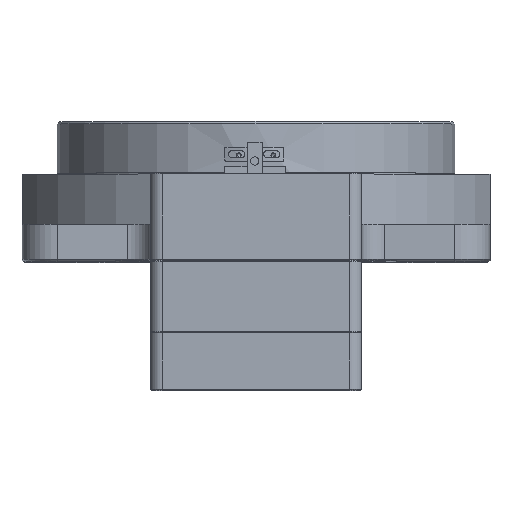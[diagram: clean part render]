
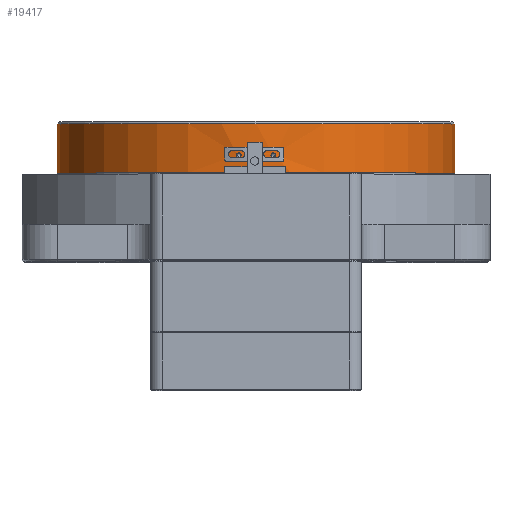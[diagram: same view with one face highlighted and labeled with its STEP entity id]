
A CAD part, top view. The second image highlights one B-rep face of the part: STEP entity #19417.
In plain terms, the highlighted cylindrical face has radius 85 mm (diameter 170 mm), a full revolution.
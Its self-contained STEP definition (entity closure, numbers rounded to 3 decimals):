
#969 = CIRCLE ( 'NONE', #5121, 85. ) ;
#3732 = CARTESIAN_POINT ( 'NONE',  ( -6.387, 45.5, 84.76 ) ) ;
#3742 = VERTEX_POINT ( 'NONE', #3732 ) ;
#4044 = EDGE_CURVE ( 'NONE', #7256, #7256, #969, .T. ) ;
#4186 = B_SPLINE_CURVE_WITH_KNOTS ( 'NONE', 3,
 ( #20136, #20130, #20096, #20084, #20065, #20058, #20029, #19985, #19960, #19947, #19928, #19889, #19876, #19840, #19804, #19793, #19777, #19770, #19740, #19677, #19671, #19635, #19629, #19594, #19580, #19549, #19503, #19450, #19445, #19433, #19402, #19369 ),
 .UNSPECIFIED., .T., .F.,
 ( 4, 2, 2, 2, 2, 2, 2, 2, 2, 2, 2, 2, 2, 2, 2, 4 ),
 ( 0., 0., 0.001, 0.001, 0.002, 0.002, 0.002, 0.003, 0.003, 0.004, 0.004, 0.004, 0.005, 0.005, 0.006, 0.006 ),
 .UNSPECIFIED. ) ;
#4627 = CARTESIAN_POINT ( 'NONE',  ( 8.429, 45.5, 84.581 ) ) ;
#4661 = VERTEX_POINT ( 'NONE', #4627 ) ;
#5121 = AXIS2_PLACEMENT_3D ( 'NONE', #26814, #26770, #26754 ) ;
#7228 = CARTESIAN_POINT ( 'NONE',  ( 85., 38., 0. ) ) ;
#7256 = VERTEX_POINT ( 'NONE', #7228 ) ;
#7887 = EDGE_LOOP ( 'NONE', ( #22512 ) ) ;
#8519 = DIRECTION ( 'NONE',  ( -1., 0., 0. ) ) ;
#8525 = DIRECTION ( 'NONE',  ( 0., 1., 0. ) ) ;
#8552 = CARTESIAN_POINT ( 'NONE',  ( 0., 26., 0. ) ) ;
#8559 = CYLINDRICAL_SURFACE ( 'NONE', #26968, 85. ) ;
#8585 = FACE_OUTER_BOUND ( 'NONE', #7887, .T. ) ;
#8594 = FACE_BOUND ( 'NONE', #12303, .T. ) ;
#8620 = FACE_BOUND ( 'NONE', #13637, .T. ) ;
#8643 = FACE_OUTER_BOUND ( 'NONE', #27361, .T. ) ;
#8677 = EDGE_CURVE ( 'NONE', #4661, #4661, #14692, .T. ) ;
#10783 = EDGE_CURVE ( 'NONE', #3742, #3742, #4186, .T. ) ;
#12303 = EDGE_LOOP ( 'NONE', ( #22479 ) ) ;
#13502 = CIRCLE ( 'NONE', #30529, 85. ) ;
#13637 = EDGE_LOOP ( 'NONE', ( #22818 ) ) ;
#14692 = B_SPLINE_CURVE_WITH_KNOTS ( 'NONE', 3,
 ( #21009, #21002, #20978, #20976, #20971, #20936, #20885, #20859, #20853, #20821, #20789, #20753, #20736, #20709, #20703, #20680, #20672, #20646, #20620, #20608, #20602, #20579, #20572, #20544, #20476, #20436, #20398, #20367, #20327, #20307, #20282, #20250 ),
 .UNSPECIFIED., .T., .F.,
 ( 4, 2, 2, 2, 2, 2, 2, 2, 2, 2, 2, 2, 2, 2, 2, 4 ),
 ( 0., 0., 0.001, 0.001, 0.002, 0.002, 0.002, 0.003, 0.003, 0.004, 0.004, 0.004, 0.005, 0.005, 0.006, 0.006 ),
 .UNSPECIFIED. ) ;
#19369 = CARTESIAN_POINT ( 'NONE',  ( -6.387, 45.5, 84.76 ) ) ;
#19402 = CARTESIAN_POINT ( 'NONE',  ( -6.387, 45.229, 84.76 ) ) ;
#19417 = ADVANCED_FACE ( 'NONE', ( #8643, #8620, #8594, #8585 ), #8559, .T. ) ;
#19433 = CARTESIAN_POINT ( 'NONE',  ( -6.498, 44.964, 84.751 ) ) ;
#19445 = CARTESIAN_POINT ( 'NONE',  ( -6.781, 44.68, 84.729 ) ) ;
#19450 = CARTESIAN_POINT ( 'NONE',  ( -6.894, 44.604, 84.72 ) ) ;
#19503 = CARTESIAN_POINT ( 'NONE',  ( -7.142, 44.501, 84.7 ) ) ;
#19549 = CARTESIAN_POINT ( 'NONE',  ( -7.275, 44.475, 84.688 ) ) ;
#19580 = CARTESIAN_POINT ( 'NONE',  ( -7.544, 44.475, 84.665 ) ) ;
#19594 = CARTESIAN_POINT ( 'NONE',  ( -7.677, 44.502, 84.653 ) ) ;
#19629 = CARTESIAN_POINT ( 'NONE',  ( -7.923, 44.605, 84.63 ) ) ;
#19635 = CARTESIAN_POINT ( 'NONE',  ( -8.037, 44.681, 84.619 ) ) ;
#19671 = CARTESIAN_POINT ( 'NONE',  ( -8.225, 44.871, 84.601 ) ) ;
#19677 = CARTESIAN_POINT ( 'NONE',  ( -8.301, 44.985, 84.594 ) ) ;
#19740 = CARTESIAN_POINT ( 'NONE',  ( -8.402, 45.232, 84.584 ) ) ;
#19770 = CARTESIAN_POINT ( 'NONE',  ( -8.429, 45.367, 84.581 ) ) ;
#19777 = CARTESIAN_POINT ( 'NONE',  ( -8.429, 45.634, 84.581 ) ) ;
#19793 = CARTESIAN_POINT ( 'NONE',  ( -8.402, 45.768, 84.584 ) ) ;
#19804 = CARTESIAN_POINT ( 'NONE',  ( -8.3, 46.017, 84.594 ) ) ;
#19840 = CARTESIAN_POINT ( 'NONE',  ( -8.225, 46.13, 84.601 ) ) ;
#19876 = CARTESIAN_POINT ( 'NONE',  ( -8.034, 46.321, 84.619 ) ) ;
#19889 = CARTESIAN_POINT ( 'NONE',  ( -7.922, 46.396, 84.63 ) ) ;
#19928 = CARTESIAN_POINT ( 'NONE',  ( -7.675, 46.499, 84.653 ) ) ;
#19947 = CARTESIAN_POINT ( 'NONE',  ( -7.541, 46.525, 84.665 ) ) ;
#19960 = CARTESIAN_POINT ( 'NONE',  ( -7.275, 46.525, 84.688 ) ) ;
#19985 = CARTESIAN_POINT ( 'NONE',  ( -7.14, 46.498, 84.7 ) ) ;
#20029 = CARTESIAN_POINT ( 'NONE',  ( -6.894, 46.396, 84.72 ) ) ;
#20058 = CARTESIAN_POINT ( 'NONE',  ( -6.78, 46.319, 84.729 ) ) ;
#20065 = CARTESIAN_POINT ( 'NONE',  ( -6.592, 46.13, 84.744 ) ) ;
#20084 = CARTESIAN_POINT ( 'NONE',  ( -6.516, 46.017, 84.75 ) ) ;
#20096 = CARTESIAN_POINT ( 'NONE',  ( -6.413, 45.768, 84.758 ) ) ;
#20130 = CARTESIAN_POINT ( 'NONE',  ( -6.387, 45.635, 84.76 ) ) ;
#20136 = CARTESIAN_POINT ( 'NONE',  ( -6.387, 45.5, 84.76 ) ) ;
#20250 = CARTESIAN_POINT ( 'NONE',  ( 8.429, 45.5, 84.581 ) ) ;
#20282 = CARTESIAN_POINT ( 'NONE',  ( 8.429, 45.229, 84.581 ) ) ;
#20307 = CARTESIAN_POINT ( 'NONE',  ( 8.318, 44.964, 84.592 ) ) ;
#20327 = CARTESIAN_POINT ( 'NONE',  ( 8.035, 44.68, 84.619 ) ) ;
#20367 = CARTESIAN_POINT ( 'NONE',  ( 7.922, 44.604, 84.63 ) ) ;
#20398 = CARTESIAN_POINT ( 'NONE',  ( 7.674, 44.501, 84.653 ) ) ;
#20436 = CARTESIAN_POINT ( 'NONE',  ( 7.542, 44.475, 84.665 ) ) ;
#20476 = CARTESIAN_POINT ( 'NONE',  ( 7.273, 44.475, 84.688 ) ) ;
#20544 = CARTESIAN_POINT ( 'NONE',  ( 7.14, 44.502, 84.7 ) ) ;
#20572 = CARTESIAN_POINT ( 'NONE',  ( 6.893, 44.605, 84.72 ) ) ;
#20579 = CARTESIAN_POINT ( 'NONE',  ( 6.779, 44.681, 84.729 ) ) ;
#20602 = CARTESIAN_POINT ( 'NONE',  ( 6.591, 44.871, 84.744 ) ) ;
#20608 = CARTESIAN_POINT ( 'NONE',  ( 6.515, 44.985, 84.75 ) ) ;
#20620 = CARTESIAN_POINT ( 'NONE',  ( 6.413, 45.232, 84.758 ) ) ;
#20646 = CARTESIAN_POINT ( 'NONE',  ( 6.387, 45.367, 84.76 ) ) ;
#20672 = CARTESIAN_POINT ( 'NONE',  ( 6.387, 45.634, 84.76 ) ) ;
#20680 = CARTESIAN_POINT ( 'NONE',  ( 6.413, 45.768, 84.758 ) ) ;
#20703 = CARTESIAN_POINT ( 'NONE',  ( 6.516, 46.017, 84.75 ) ) ;
#20709 = CARTESIAN_POINT ( 'NONE',  ( 6.591, 46.13, 84.744 ) ) ;
#20736 = CARTESIAN_POINT ( 'NONE',  ( 6.782, 46.321, 84.729 ) ) ;
#20753 = CARTESIAN_POINT ( 'NONE',  ( 6.894, 46.396, 84.72 ) ) ;
#20789 = CARTESIAN_POINT ( 'NONE',  ( 7.142, 46.499, 84.7 ) ) ;
#20821 = CARTESIAN_POINT ( 'NONE',  ( 7.276, 46.525, 84.688 ) ) ;
#20853 = CARTESIAN_POINT ( 'NONE',  ( 7.542, 46.525, 84.665 ) ) ;
#20859 = CARTESIAN_POINT ( 'NONE',  ( 7.676, 46.498, 84.653 ) ) ;
#20885 = CARTESIAN_POINT ( 'NONE',  ( 7.922, 46.396, 84.63 ) ) ;
#20936 = CARTESIAN_POINT ( 'NONE',  ( 8.036, 46.319, 84.619 ) ) ;
#20971 = CARTESIAN_POINT ( 'NONE',  ( 8.224, 46.13, 84.601 ) ) ;
#20976 = CARTESIAN_POINT ( 'NONE',  ( 8.3, 46.017, 84.594 ) ) ;
#20978 = CARTESIAN_POINT ( 'NONE',  ( 8.402, 45.768, 84.584 ) ) ;
#21002 = CARTESIAN_POINT ( 'NONE',  ( 8.429, 45.635, 84.581 ) ) ;
#21009 = CARTESIAN_POINT ( 'NONE',  ( 8.429, 45.5, 84.581 ) ) ;
#22479 = ORIENTED_EDGE ( 'NONE', *, *, #8677, .F. ) ;
#22512 = ORIENTED_EDGE ( 'NONE', *, *, #4044, .T. ) ;
#22618 = EDGE_CURVE ( 'NONE', #28671, #28671, #13502, .T. ) ;
#22788 = ORIENTED_EDGE ( 'NONE', *, *, #22618, .T. ) ;
#22818 = ORIENTED_EDGE ( 'NONE', *, *, #10783, .F. ) ;
#26754 = DIRECTION ( 'NONE',  ( 1., 0., 0. ) ) ;
#26770 = DIRECTION ( 'NONE',  ( 0., 1., 0. ) ) ;
#26814 = CARTESIAN_POINT ( 'NONE',  ( 0., 38., 0. ) ) ;
#26968 = AXIS2_PLACEMENT_3D ( 'NONE', #8552, #8525, #8519 ) ;
#27361 = EDGE_LOOP ( 'NONE', ( #22788 ) ) ;
#27807 = DIRECTION ( 'NONE',  ( -1., 0., 0. ) ) ;
#27816 = DIRECTION ( 'NONE',  ( 0., -1., 0. ) ) ;
#27844 = CARTESIAN_POINT ( 'NONE',  ( 0., 59., 0. ) ) ;
#28631 = CARTESIAN_POINT ( 'NONE',  ( -85., 59., 0. ) ) ;
#28671 = VERTEX_POINT ( 'NONE', #28631 ) ;
#30529 = AXIS2_PLACEMENT_3D ( 'NONE', #27844, #27816, #27807 ) ;
